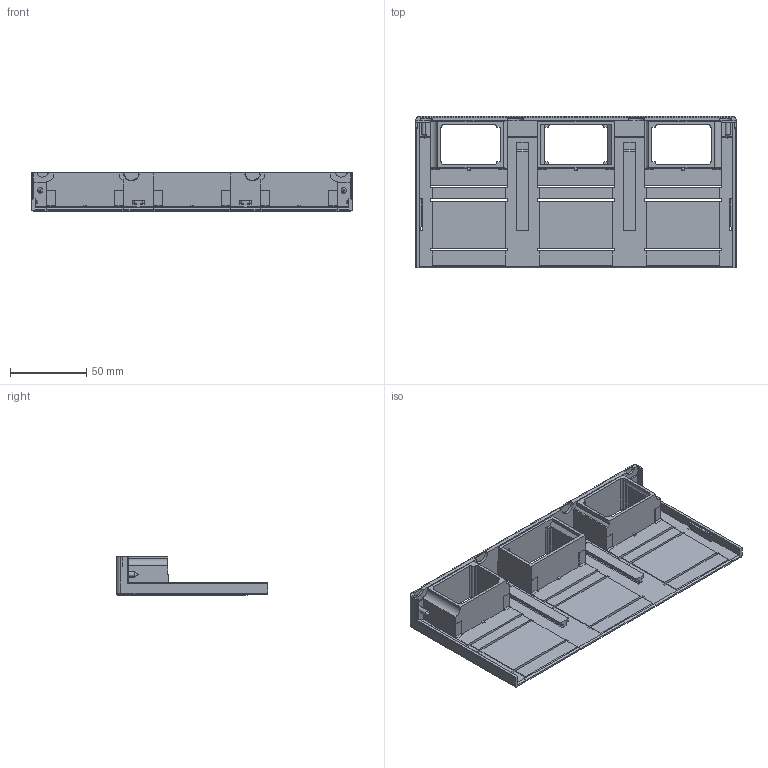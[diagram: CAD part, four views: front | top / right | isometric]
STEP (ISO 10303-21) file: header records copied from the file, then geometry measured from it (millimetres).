
FILE_DESCRIPTION((''),'2;1');
FILE_NAME('1SDH002065A1388_IGES','2019-07-01T',('ITSTCAR1'),(''),'CREO PARAMETRIC BY PTC INC, 2016050','CREO PARAMETRIC BY PTC INC, 2016050','');
FILE_SCHEMA(('AUTOMOTIVE_DESIGN { 1 0 10303 214 1 1 1 1 }'));
Length unit declared in the file: millimetre
Products named in the file (1): 1SDH002065A1388_IGES
Bounding box: 210 x 99 x 25.51 mm (x, y, z)
Volume: 89127.7 mm3; surface area: 83197.5 mm2
Topology: 1 solids, 1 shells, 1053 faces, 3257 edges, 2174 vertices
Faces by surface type: plane 955, cylinder 84, revolution 4, sphere 4, cone 4, torus 2
Entity records: 44276 total; most frequent: CARTESIAN_POINT 6737, ORIENTED_EDGE 6498, DIRECTION 5807, EDGE_CURVE 3249, VECTOR 2757, LINE 2757, VERTEX_POINT 2174, AXIS2_PLACEMENT_3D 1523
